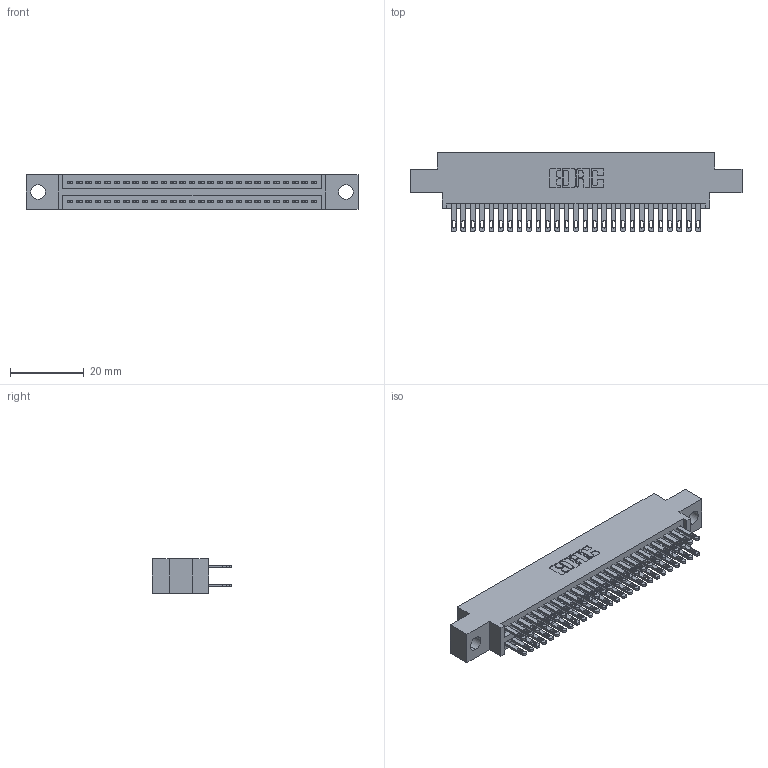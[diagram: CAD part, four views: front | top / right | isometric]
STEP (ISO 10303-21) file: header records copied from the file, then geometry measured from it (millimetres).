
FILE_DESCRIPTION (( 'STEP AP203' ), '1' );
FILE_NAME ('345-054-500-804.STEP', '2021-05-20T03:58:16', ( '' ), ( '' ), 'SwSTEP 2.0', 'SolidWorks 2020', '' );
FILE_SCHEMA (( 'CONFIG_CONTROL_DESIGN' ));
Length unit declared in the file: inch
Products named in the file (3): 345-292-001_345-293-100; 345 Part_0.170 Offset - 0.156 Dia-TI; 345-054-500-804
Assembly tree (55 placements, depth 2):
  345-054-500-804
    345 Part_0.170 Offset - 0.156 Dia-TI
    345-292-001_345-293-100  x54
Bounding box: 89.79 x 21.51 x 9.4 mm (x, y, z)
Volume: 8528.6 mm3; surface area: 12862.1 mm2
Topology: 55 solids, 55 shells, 2628 faces, 8003 edges, 5334 vertices
Faces by surface type: plane 1556, cylinder 1072
Entity records: 23685 total; most frequent: CARTESIAN_POINT 3990, ORIENTED_EDGE 3922, DIRECTION 3537, EDGE_CURVE 1961, LINE 1717, VECTOR 1717, VERTEX_POINT 1306, AXIS2_PLACEMENT_3D 910
